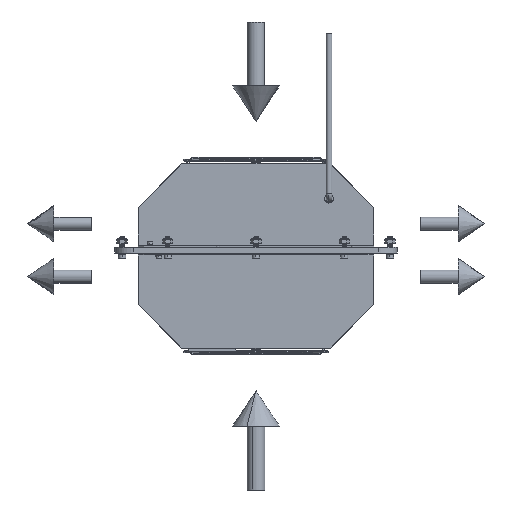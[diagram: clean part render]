
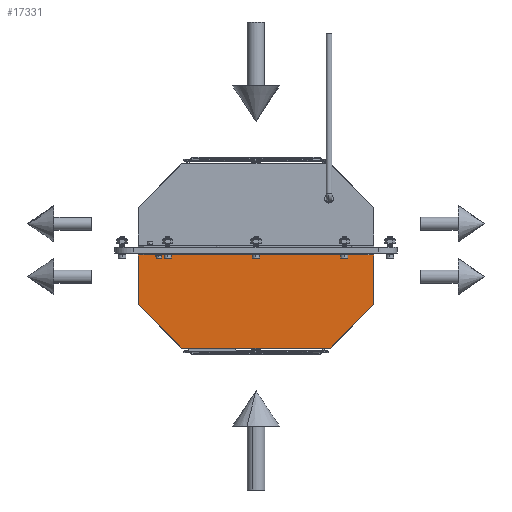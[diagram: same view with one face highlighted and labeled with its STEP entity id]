
A CAD part, left-side view. The second image highlights one B-rep face of the part: STEP entity #17331.
In plain terms, the highlighted planar face has unit normal (-1, 0, 0).
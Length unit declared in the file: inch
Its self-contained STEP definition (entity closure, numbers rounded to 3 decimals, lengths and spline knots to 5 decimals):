
#782 = CARTESIAN_POINT ( 'NONE',  ( -0.85255, 1.74841, 4.96872 ) ) ;
#1996 = EDGE_CURVE ( 'NONE', #27913, #10035, #24675, .T. ) ;
#2048 = CARTESIAN_POINT ( 'NONE',  ( -0.85255, 11.74841, 3.12372 ) ) ;
#2212 = CARTESIAN_POINT ( 'NONE',  ( -0.85255, 1.74841, 3.09372 ) ) ;
#6238 = ORIENTED_EDGE ( 'NONE', *, *, #45805, .F. ) ;
#7112 = VECTOR ( 'NONE', #9388, 39.37008 ) ;
#7534 = LINE ( 'NONE', #31877, #34874 ) ;
#8056 = ORIENTED_EDGE ( 'NONE', *, *, #1996, .T. ) ;
#9388 = DIRECTION ( 'NONE',  ( 0., -0.707, 0.707 ) ) ;
#10035 = VERTEX_POINT ( 'NONE', #26616 ) ;
#10088 = VERTEX_POINT ( 'NONE', #10973 ) ;
#10973 = CARTESIAN_POINT ( 'NONE',  ( -0.85255, 11.74841, 7.07372 ) ) ;
#12712 = LINE ( 'NONE', #2048, #51957 ) ;
#15810 = CARTESIAN_POINT ( 'NONE',  ( -0.85255, 1.74841, 7.07372 ) ) ;
#17331 = ADVANCED_FACE ( 'NONE', ( #49648 ), #29455, .F. ) ;
#17443 = VECTOR ( 'NONE', #33688, 39.37008 ) ;
#18739 = ORIENTED_EDGE ( 'NONE', *, *, #21084, .T. ) ;
#19566 = EDGE_CURVE ( 'NONE', #47381, #10088, #7534, .T. ) ;
#20169 = CARTESIAN_POINT ( 'NONE',  ( -0.85255, 10.81091, 4.03122 ) ) ;
#21084 = EDGE_CURVE ( 'NONE', #42476, #41150, #61573, .T. ) ;
#22402 = EDGE_LOOP ( 'NONE', ( #8056, #58693, #18739, #45519, #50523, #6238 ) ) ;
#23572 = CARTESIAN_POINT ( 'NONE',  ( -0.85255, 11.74841, 3.09372 ) ) ;
#24675 = LINE ( 'NONE', #20169, #38329 ) ;
#26616 = CARTESIAN_POINT ( 'NONE',  ( -0.85255, 9.90341, 3.12372 ) ) ;
#27913 = VERTEX_POINT ( 'NONE', #57105 ) ;
#29455 = PLANE ( 'NONE',  #55233 ) ;
#29905 = CARTESIAN_POINT ( 'NONE',  ( -0.85255, 11.74841, 3.09372 ) ) ;
#31109 = LINE ( 'NONE', #2212, #17443 ) ;
#31877 = CARTESIAN_POINT ( 'NONE',  ( -0.85255, 11.74841, 7.07372 ) ) ;
#33688 = DIRECTION ( 'NONE',  ( 0., 0., 1. ) ) ;
#34874 = VECTOR ( 'NONE', #36825, 39.37008 ) ;
#34888 = LINE ( 'NONE', #23572, #46850 ) ;
#34982 = CARTESIAN_POINT ( 'NONE',  ( -0.85255, 7.68591, -0.96878 ) ) ;
#35095 = DIRECTION ( 'NONE',  ( 0., 0., -1. ) ) ;
#36825 = DIRECTION ( 'NONE',  ( 0., 1., 0. ) ) ;
#38329 = VECTOR ( 'NONE', #50796, 39.37008 ) ;
#41150 = VERTEX_POINT ( 'NONE', #782 ) ;
#41968 = EDGE_CURVE ( 'NONE', #41150, #47381, #31109, .T. ) ;
#42476 = VERTEX_POINT ( 'NONE', #43683 ) ;
#43683 = CARTESIAN_POINT ( 'NONE',  ( -0.85255, 3.59341, 3.12372 ) ) ;
#45519 = ORIENTED_EDGE ( 'NONE', *, *, #41968, .T. ) ;
#45805 = EDGE_CURVE ( 'NONE', #27913, #10088, #34888, .T. ) ;
#46850 = VECTOR ( 'NONE', #54149, 39.37008 ) ;
#47381 = VERTEX_POINT ( 'NONE', #15810 ) ;
#49648 = FACE_OUTER_BOUND ( 'NONE', #22402, .T. ) ;
#50331 = EDGE_CURVE ( 'NONE', #10035, #42476, #12712, .T. ) ;
#50523 = ORIENTED_EDGE ( 'NONE', *, *, #19566, .T. ) ;
#50796 = DIRECTION ( 'NONE',  ( 0., -0.707, -0.707 ) ) ;
#51957 = VECTOR ( 'NONE', #63442, 39.37008 ) ;
#54149 = DIRECTION ( 'NONE',  ( 0., 0., 1. ) ) ;
#55233 = AXIS2_PLACEMENT_3D ( 'NONE', #29905, #65717, #35095 ) ;
#57105 = CARTESIAN_POINT ( 'NONE',  ( -0.85255, 11.74841, 4.96872 ) ) ;
#58693 = ORIENTED_EDGE ( 'NONE', *, *, #50331, .T. ) ;
#61573 = LINE ( 'NONE', #34982, #7112 ) ;
#63442 = DIRECTION ( 'NONE',  ( 0., -1., 0. ) ) ;
#65717 = DIRECTION ( 'NONE',  ( 1., 0., 0. ) ) ;
